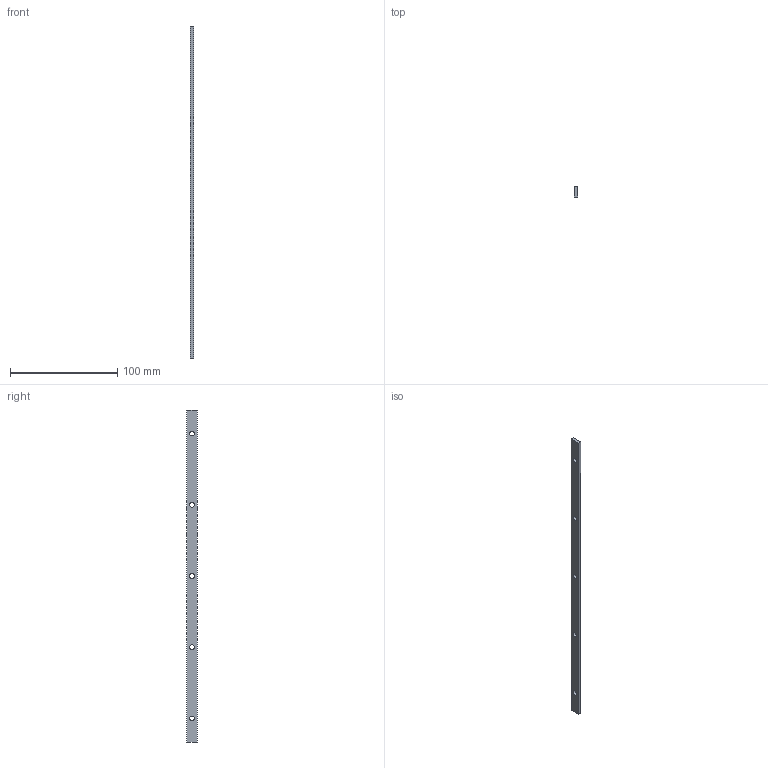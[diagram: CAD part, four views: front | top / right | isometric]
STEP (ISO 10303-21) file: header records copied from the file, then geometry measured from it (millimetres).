
FILE_DESCRIPTION(/* description */ ('Befestigungsblech Heizmatte'),/* implementation_level */ '2;1');
FILE_NAME(/* name */ 'JR 811187.ipt_.step',/* time_stamp */ '2025-07-23T15:17:58+02:00',/* author */ ('ALHA'),/* organization */ (''),/* preprocessor_version */ 'ST-DEVELOPER v20',/* originating_system */ 'Autodesk Inventor 2025',/* authorisation */ '');
FILE_SCHEMA (('AUTOMOTIVE_DESIGN { 1 0 10303 214 3 1 1 }'));
Length unit declared in the file: millimetre
Products named in the file (1): JR 811187
Bounding box: 3 x 10 x 310 mm (x, y, z)
Volume: 9061.4 mm3; surface area: 8173 mm2
Topology: 1 solids, 1 shells, 11 faces, 27 edges, 18 vertices
Faces by surface type: plane 6, cylinder 5
Full cylindrical faces by diameter (mm): 4.5 x5
Entity records: 394 total; most frequent: DIRECTION 61, CARTESIAN_POINT 57, ORIENTED_EDGE 54, EDGE_CURVE 27, AXIS2_PLACEMENT_3D 22, EDGE_LOOP 21, VERTEX_POINT 18, LINE 17
